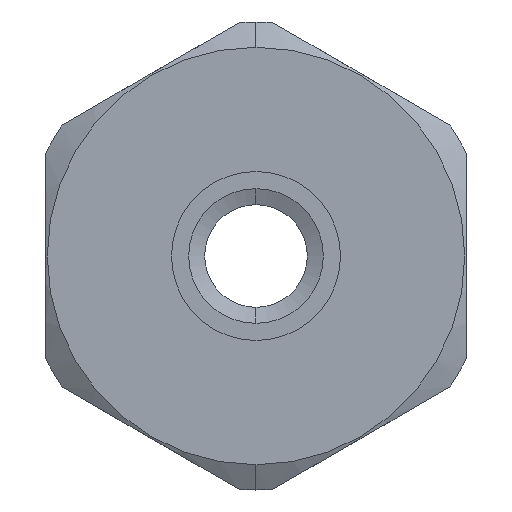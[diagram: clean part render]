
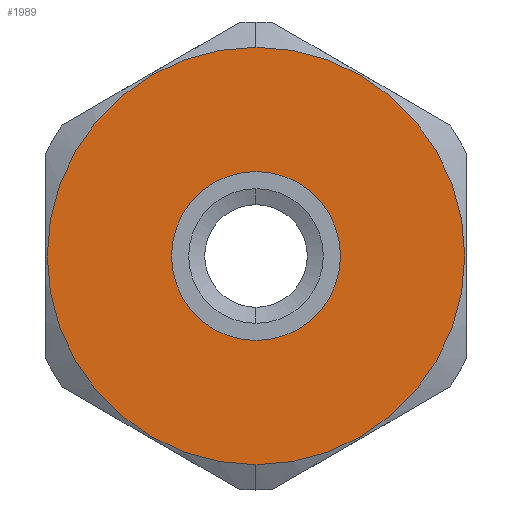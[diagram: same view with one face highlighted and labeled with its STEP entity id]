
A CAD part, front view. The second image highlights one B-rep face of the part: STEP entity #1989.
In plain terms, the highlighted planar face has unit normal (0, -1, 0).
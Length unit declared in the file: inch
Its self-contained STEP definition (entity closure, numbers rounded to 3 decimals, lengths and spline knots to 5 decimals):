
#177 = DIRECTION ( 'NONE',  ( 0., 0., 1. ) ) ;
#471 = EDGE_CURVE ( 'NONE', #2805, #917, #561, .T. ) ;
#561 = CIRCLE ( 'NONE', #3451, 0.62 ) ;
#567 = DIRECTION ( 'NONE',  ( 0., -1., 0. ) ) ;
#633 = ORIENTED_EDGE ( 'NONE', *, *, #5293, .T. ) ;
#659 = FACE_OUTER_BOUND ( 'NONE', #7546, .T. ) ;
#685 = CARTESIAN_POINT ( 'NONE',  ( 0., 0.7525, 0.62 ) ) ;
#917 = VERTEX_POINT ( 'NONE', #3646 ) ;
#1064 = DIRECTION ( 'NONE',  ( 0., -1., 0. ) ) ;
#1134 = CARTESIAN_POINT ( 'NONE',  ( 0., 0.7525, 0. ) ) ;
#1358 = ORIENTED_EDGE ( 'NONE', *, *, #5880, .T. ) ;
#1649 = AXIS2_PLACEMENT_3D ( 'NONE', #4077, #5374, #177 ) ;
#1854 = CIRCLE ( 'NONE', #7578, 0.62 ) ;
#1989 = ADVANCED_FACE ( 'NONE', ( #1998, #659 ), #5663, .T. ) ;
#1998 = FACE_BOUND ( 'NONE', #3347, .T. ) ;
#2442 = CARTESIAN_POINT ( 'NONE',  ( -0.251, 0.7525, 0. ) ) ;
#2805 = VERTEX_POINT ( 'NONE', #685 ) ;
#3070 = DIRECTION ( 'NONE',  ( 0., 0., -1. ) ) ;
#3110 = DIRECTION ( 'NONE',  ( 0., 0., -1. ) ) ;
#3347 = EDGE_LOOP ( 'NONE', ( #633, #1358 ) ) ;
#3451 = AXIS2_PLACEMENT_3D ( 'NONE', #5054, #567, #3110 ) ;
#3646 = CARTESIAN_POINT ( 'NONE',  ( 0., 0.7525, -0.62 ) ) ;
#3702 = CIRCLE ( 'NONE', #1649, 0.251 ) ;
#3713 = DIRECTION ( 'NONE',  ( 0., 1., 0. ) ) ;
#3904 = CARTESIAN_POINT ( 'NONE',  ( 0., 0.7525, -0.251 ) ) ;
#3957 = AXIS2_PLACEMENT_3D ( 'NONE', #2442, #1064, #8265 ) ;
#4077 = CARTESIAN_POINT ( 'NONE',  ( 0., 0.7525, 0. ) ) ;
#5054 = CARTESIAN_POINT ( 'NONE',  ( 0., 0.7525, 0. ) ) ;
#5275 = VERTEX_POINT ( 'NONE', #6616 ) ;
#5293 = EDGE_CURVE ( 'NONE', #5275, #7100, #3702, .T. ) ;
#5374 = DIRECTION ( 'NONE',  ( 0., 1., 0. ) ) ;
#5387 = ORIENTED_EDGE ( 'NONE', *, *, #471, .T. ) ;
#5567 = DIRECTION ( 'NONE',  ( 0., 0., 1. ) ) ;
#5663 = PLANE ( 'NONE',  #3957 ) ;
#5772 = ORIENTED_EDGE ( 'NONE', *, *, #7496, .T. ) ;
#5880 = EDGE_CURVE ( 'NONE', #7100, #5275, #7388, .T. ) ;
#6360 = DIRECTION ( 'NONE',  ( 0., -1., 0. ) ) ;
#6616 = CARTESIAN_POINT ( 'NONE',  ( 0., 0.7525, 0.251 ) ) ;
#7100 = VERTEX_POINT ( 'NONE', #3904 ) ;
#7388 = CIRCLE ( 'NONE', #8168, 0.251 ) ;
#7496 = EDGE_CURVE ( 'NONE', #917, #2805, #1854, .T. ) ;
#7513 = CARTESIAN_POINT ( 'NONE',  ( 0., 0.7525, 0. ) ) ;
#7546 = EDGE_LOOP ( 'NONE', ( #5387, #5772 ) ) ;
#7578 = AXIS2_PLACEMENT_3D ( 'NONE', #1134, #6360, #3070 ) ;
#8168 = AXIS2_PLACEMENT_3D ( 'NONE', #7513, #3713, #5567 ) ;
#8265 = DIRECTION ( 'NONE',  ( 0., 0., -1. ) ) ;
